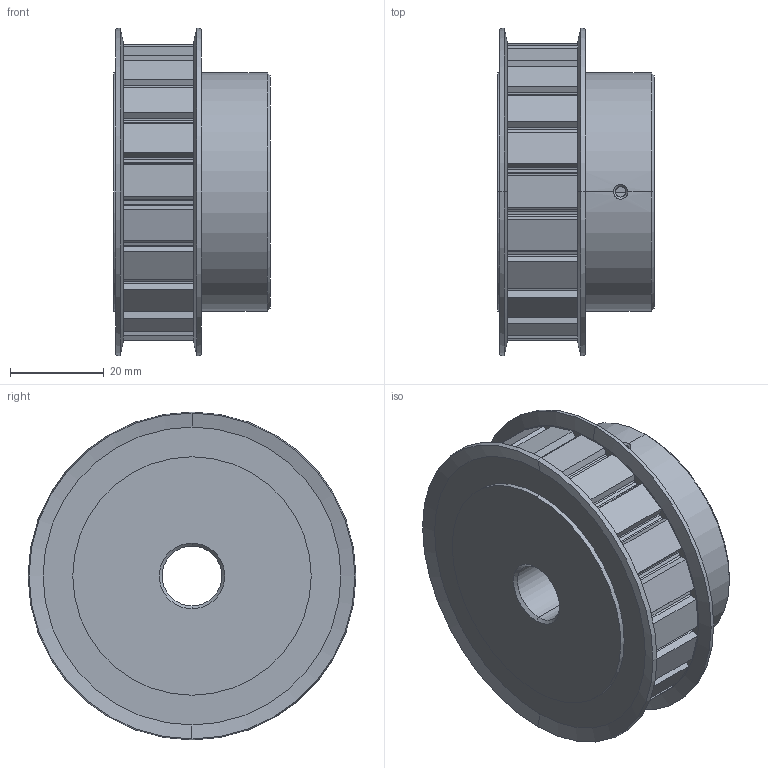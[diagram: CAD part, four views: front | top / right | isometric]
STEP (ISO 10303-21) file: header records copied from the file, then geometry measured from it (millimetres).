
FILE_DESCRIPTION (( 'STEP AP214' ), '1' );
FILE_NAME ('APB21L050BF-500.step', '2015-04-08T21:05:02', ( '' ), ( '' ), 'SwSTEP 2.0', 'SolidWorks 2014', '' );
FILE_SCHEMA (( 'AUTOMOTIVE_DESIGN' ));
Length unit declared in the file: inch
Products named in the file (1): APB21L050BF-500
Bounding box: 33.35 x 69.85 x 69.85 mm (x, y, z)
Volume: 82380.4 mm3; surface area: 17016 mm2
Topology: 1 solids, 1 shells, 172 faces, 485 edges, 317 vertices
Faces by surface type: cylinder 81, plane 69, cone 18, bspline 4
Entity records: 7570 total; most frequent: CARTESIAN_POINT 2950, DIRECTION 980, ORIENTED_EDGE 970, EDGE_CURVE 485, AXIS2_PLACEMENT_3D 345, VERTEX_POINT 317, VECTOR 290, LINE 290
